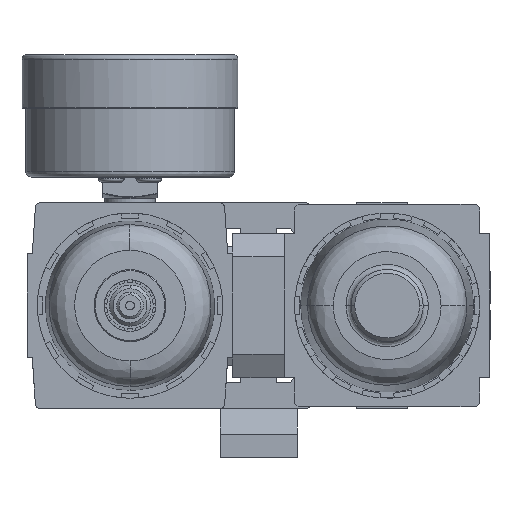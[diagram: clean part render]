
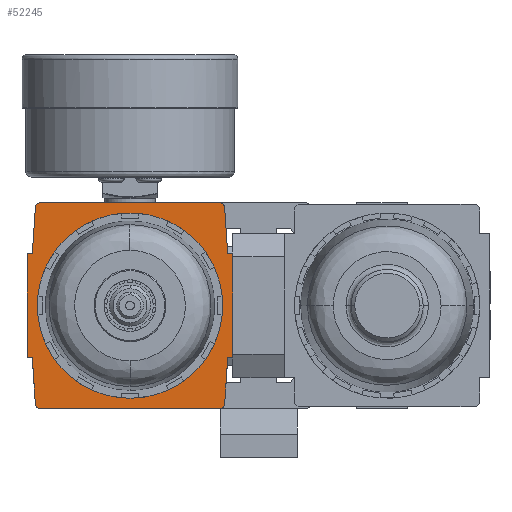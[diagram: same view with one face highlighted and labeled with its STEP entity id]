
A CAD part, front view. The second image highlights one B-rep face of the part: STEP entity #52245.
In plain terms, the highlighted free-form (B-spline) face has degree [1, 1] with [2, 2] control points.
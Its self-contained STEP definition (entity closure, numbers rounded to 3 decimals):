
#46014 = VERTEX_POINT('',#46015);
#46015 = CARTESIAN_POINT('',(0.,-20.772,
    16.082));
#46020 = EDGE_CURVE('',#46014,#46021,#46023,.T.);
#46021 = VERTEX_POINT('',#46022);
#46022 = CARTESIAN_POINT('',(0.,-20.772,
    -16.082));
#46023 = ( BOUNDED_CURVE() B_SPLINE_CURVE(2,(#46024,#46025,#46026,#46027
,#46028),.UNSPECIFIED.,.F.,.F.) B_SPLINE_CURVE_WITH_KNOTS((3,2,3),(
    3.142,4.712,6.283),
.PIECEWISE_BEZIER_KNOTS.) CURVE() GEOMETRIC_REPRESENTATION_ITEM() 
RATIONAL_B_SPLINE_CURVE((1.,0.707,1.,0.707,1.)) 
REPRESENTATION_ITEM('') );
#46024 = CARTESIAN_POINT('',(0.,-20.772,
    16.082));
#46025 = CARTESIAN_POINT('',(-16.082,-20.772,
    16.082));
#46026 = CARTESIAN_POINT('',(-16.082,-20.772,
    0.));
#46027 = CARTESIAN_POINT('',(-16.082,-20.772,
    -16.082));
#46028 = CARTESIAN_POINT('',(0.,-20.772,
    -16.082));
#48039 = EDGE_CURVE('',#46021,#46014,#48040,.T.);
#48040 = ( BOUNDED_CURVE() B_SPLINE_CURVE(2,(#48041,#48042,#48043,#48044
,#48045),.UNSPECIFIED.,.F.,.F.) B_SPLINE_CURVE_WITH_KNOTS((3,2,3),(0.,
1.571,3.142),.PIECEWISE_BEZIER_KNOTS.) CURVE() 
GEOMETRIC_REPRESENTATION_ITEM() RATIONAL_B_SPLINE_CURVE((1.,
0.707,1.,0.707,1.)) REPRESENTATION_ITEM('') );
#48041 = CARTESIAN_POINT('',(0.,-20.772,
    -16.082));
#48042 = CARTESIAN_POINT('',(16.082,-20.772,
    -16.082));
#48043 = CARTESIAN_POINT('',(16.082,-20.772,
    0.));
#48044 = CARTESIAN_POINT('',(16.082,-20.772,
    16.082));
#48045 = CARTESIAN_POINT('',(0.,-20.772,
    16.082));
#52245 = ADVANCED_FACE('',(#52246,#52364),#52368,.T.);
#52246 = FACE_BOUND('',#52247,.T.);
#52247 = EDGE_LOOP('',(#52248,#52257,#52264,#52272,#52279,#52287,#52294,
    #52301,#52308,#52315,#52322,#52330,#52337,#52345,#52352,#52359));
#52248 = ORIENTED_EDGE('',*,*,#52249,.F.);
#52249 = EDGE_CURVE('',#52250,#52252,#52254,.T.);
#52250 = VERTEX_POINT('',#52251);
#52251 = CARTESIAN_POINT('',(-16.975,-20.772,
    -9.024));
#52252 = VERTEX_POINT('',#52253);
#52253 = CARTESIAN_POINT('',(-17.869,-20.772,
    -9.024));
#52254 = B_SPLINE_CURVE_WITH_KNOTS('',1,(#52255,#52256),.UNSPECIFIED.,
  .F.,.F.,(2,2),(0.,1.),.PIECEWISE_BEZIER_KNOTS.);
#52255 = CARTESIAN_POINT('',(-16.975,-20.772,
    -9.024));
#52256 = CARTESIAN_POINT('',(-17.869,-20.772,
    -9.024));
#52257 = ORIENTED_EDGE('',*,*,#52258,.F.);
#52258 = EDGE_CURVE('',#52259,#52250,#52261,.T.);
#52259 = VERTEX_POINT('',#52260);
#52260 = CARTESIAN_POINT('',(-16.439,-20.772,
    -17.13));
#52261 = B_SPLINE_CURVE_WITH_KNOTS('',1,(#52262,#52263),.UNSPECIFIED.,
  .F.,.F.,(2,2),(0.,9.093),.PIECEWISE_BEZIER_KNOTS.);
#52262 = CARTESIAN_POINT('',(-16.439,-20.772,
    -17.13));
#52263 = CARTESIAN_POINT('',(-16.975,-20.772,
    -9.024));
#52264 = ORIENTED_EDGE('',*,*,#52265,.F.);
#52265 = EDGE_CURVE('',#52266,#52259,#52268,.T.);
#52266 = VERTEX_POINT('',#52267);
#52267 = CARTESIAN_POINT('',(-15.559,-20.772,
    -17.869));
#52268 = ( BOUNDED_CURVE() B_SPLINE_CURVE(2,(#52269,#52270,#52271),
.UNSPECIFIED.,.F.,.F.) B_SPLINE_CURVE_WITH_KNOTS((3,3),(0.,
1.396),.PIECEWISE_BEZIER_KNOTS.) CURVE() 
GEOMETRIC_REPRESENTATION_ITEM() RATIONAL_B_SPLINE_CURVE((1.,
0.766,1.)) REPRESENTATION_ITEM('') );
#52269 = CARTESIAN_POINT('',(-15.559,-20.772,
    -17.869));
#52270 = CARTESIAN_POINT('',(-16.309,-20.772,
    -17.869));
#52271 = CARTESIAN_POINT('',(-16.439,-20.772,
    -17.13));
#52272 = ORIENTED_EDGE('',*,*,#52273,.F.);
#52273 = EDGE_CURVE('',#52274,#52266,#52276,.T.);
#52274 = VERTEX_POINT('',#52275);
#52275 = CARTESIAN_POINT('',(15.559,-20.772,
    -17.869));
#52276 = B_SPLINE_CURVE_WITH_KNOTS('',1,(#52277,#52278),.UNSPECIFIED.,
  .F.,.F.,(2,2),(0.,34.831),.PIECEWISE_BEZIER_KNOTS.);
#52277 = CARTESIAN_POINT('',(15.559,-20.772,
    -17.869));
#52278 = CARTESIAN_POINT('',(-15.559,-20.772,
    -17.869));
#52279 = ORIENTED_EDGE('',*,*,#52280,.F.);
#52280 = EDGE_CURVE('',#52281,#52274,#52283,.T.);
#52281 = VERTEX_POINT('',#52282);
#52282 = CARTESIAN_POINT('',(16.439,-20.772,
    -17.13));
#52283 = ( BOUNDED_CURVE() B_SPLINE_CURVE(2,(#52284,#52285,#52286),
.UNSPECIFIED.,.F.,.F.) B_SPLINE_CURVE_WITH_KNOTS((3,3),(0.,
1.396),.PIECEWISE_BEZIER_KNOTS.) CURVE() 
GEOMETRIC_REPRESENTATION_ITEM() RATIONAL_B_SPLINE_CURVE((1.,
0.766,1.)) REPRESENTATION_ITEM('') );
#52284 = CARTESIAN_POINT('',(16.439,-20.772,
    -17.13));
#52285 = CARTESIAN_POINT('',(16.309,-20.772,
    -17.869));
#52286 = CARTESIAN_POINT('',(15.559,-20.772,
    -17.869));
#52287 = ORIENTED_EDGE('',*,*,#52288,.F.);
#52288 = EDGE_CURVE('',#52289,#52281,#52291,.T.);
#52289 = VERTEX_POINT('',#52290);
#52290 = CARTESIAN_POINT('',(16.975,-20.772,
    -9.024));
#52291 = B_SPLINE_CURVE_WITH_KNOTS('',1,(#52292,#52293),.UNSPECIFIED.,
  .F.,.F.,(2,2),(0.,9.093),.PIECEWISE_BEZIER_KNOTS.);
#52292 = CARTESIAN_POINT('',(16.975,-20.772,
    -9.024));
#52293 = CARTESIAN_POINT('',(16.439,-20.772,
    -17.13));
#52294 = ORIENTED_EDGE('',*,*,#52295,.F.);
#52295 = EDGE_CURVE('',#52296,#52289,#52298,.T.);
#52296 = VERTEX_POINT('',#52297);
#52297 = CARTESIAN_POINT('',(17.869,-20.772,
    -9.024));
#52298 = B_SPLINE_CURVE_WITH_KNOTS('',1,(#52299,#52300),.UNSPECIFIED.,
  .F.,.F.,(2,2),(0.,1.),.PIECEWISE_BEZIER_KNOTS.);
#52299 = CARTESIAN_POINT('',(17.869,-20.772,
    -9.024));
#52300 = CARTESIAN_POINT('',(16.975,-20.772,
    -9.024));
#52301 = ORIENTED_EDGE('',*,*,#52302,.F.);
#52302 = EDGE_CURVE('',#52303,#52296,#52305,.T.);
#52303 = VERTEX_POINT('',#52304);
#52304 = CARTESIAN_POINT('',(17.869,-20.772,
    9.024));
#52305 = B_SPLINE_CURVE_WITH_KNOTS('',1,(#52306,#52307),.UNSPECIFIED.,
  .F.,.F.,(2,2),(0.,20.2),.PIECEWISE_BEZIER_KNOTS.);
#52306 = CARTESIAN_POINT('',(17.869,-20.772,
    9.024));
#52307 = CARTESIAN_POINT('',(17.869,-20.772,
    -9.024));
#52308 = ORIENTED_EDGE('',*,*,#52309,.F.);
#52309 = EDGE_CURVE('',#52310,#52303,#52312,.T.);
#52310 = VERTEX_POINT('',#52311);
#52311 = CARTESIAN_POINT('',(16.975,-20.772,
    9.024));
#52312 = B_SPLINE_CURVE_WITH_KNOTS('',1,(#52313,#52314),.UNSPECIFIED.,
  .F.,.F.,(2,2),(0.,1.),.PIECEWISE_BEZIER_KNOTS.);
#52313 = CARTESIAN_POINT('',(16.975,-20.772,
    9.024));
#52314 = CARTESIAN_POINT('',(17.869,-20.772,
    9.024));
#52315 = ORIENTED_EDGE('',*,*,#52316,.F.);
#52316 = EDGE_CURVE('',#52317,#52310,#52319,.T.);
#52317 = VERTEX_POINT('',#52318);
#52318 = CARTESIAN_POINT('',(16.439,-20.772,
    17.13));
#52319 = B_SPLINE_CURVE_WITH_KNOTS('',1,(#52320,#52321),.UNSPECIFIED.,
  .F.,.F.,(2,2),(0.,9.093),.PIECEWISE_BEZIER_KNOTS.);
#52320 = CARTESIAN_POINT('',(16.439,-20.772,
    17.13));
#52321 = CARTESIAN_POINT('',(16.975,-20.772,
    9.024));
#52322 = ORIENTED_EDGE('',*,*,#52323,.F.);
#52323 = EDGE_CURVE('',#52324,#52317,#52326,.T.);
#52324 = VERTEX_POINT('',#52325);
#52325 = CARTESIAN_POINT('',(15.559,-20.772,
    17.869));
#52326 = ( BOUNDED_CURVE() B_SPLINE_CURVE(2,(#52327,#52328,#52329),
.UNSPECIFIED.,.F.,.F.) B_SPLINE_CURVE_WITH_KNOTS((3,3),(0.,
1.396),.PIECEWISE_BEZIER_KNOTS.) CURVE() 
GEOMETRIC_REPRESENTATION_ITEM() RATIONAL_B_SPLINE_CURVE((1.,
0.766,1.)) REPRESENTATION_ITEM('') );
#52327 = CARTESIAN_POINT('',(15.559,-20.772,
    17.869));
#52328 = CARTESIAN_POINT('',(16.309,-20.772,
    17.869));
#52329 = CARTESIAN_POINT('',(16.439,-20.772,
    17.13));
#52330 = ORIENTED_EDGE('',*,*,#52331,.F.);
#52331 = EDGE_CURVE('',#52332,#52324,#52334,.T.);
#52332 = VERTEX_POINT('',#52333);
#52333 = CARTESIAN_POINT('',(-15.559,-20.772,
    17.869));
#52334 = B_SPLINE_CURVE_WITH_KNOTS('',1,(#52335,#52336),.UNSPECIFIED.,
  .F.,.F.,(2,2),(0.,34.831),.PIECEWISE_BEZIER_KNOTS.);
#52335 = CARTESIAN_POINT('',(-15.559,-20.772,
    17.869));
#52336 = CARTESIAN_POINT('',(15.559,-20.772,
    17.869));
#52337 = ORIENTED_EDGE('',*,*,#52338,.F.);
#52338 = EDGE_CURVE('',#52339,#52332,#52341,.T.);
#52339 = VERTEX_POINT('',#52340);
#52340 = CARTESIAN_POINT('',(-16.439,-20.772,
    17.13));
#52341 = ( BOUNDED_CURVE() B_SPLINE_CURVE(2,(#52342,#52343,#52344),
.UNSPECIFIED.,.F.,.F.) B_SPLINE_CURVE_WITH_KNOTS((3,3),(0.,
1.396),.PIECEWISE_BEZIER_KNOTS.) CURVE() 
GEOMETRIC_REPRESENTATION_ITEM() RATIONAL_B_SPLINE_CURVE((1.,
0.766,1.)) REPRESENTATION_ITEM('') );
#52342 = CARTESIAN_POINT('',(-16.439,-20.772,
    17.13));
#52343 = CARTESIAN_POINT('',(-16.309,-20.772,
    17.869));
#52344 = CARTESIAN_POINT('',(-15.559,-20.772,
    17.869));
#52345 = ORIENTED_EDGE('',*,*,#52346,.F.);
#52346 = EDGE_CURVE('',#52347,#52339,#52349,.T.);
#52347 = VERTEX_POINT('',#52348);
#52348 = CARTESIAN_POINT('',(-16.975,-20.772,
    9.024));
#52349 = B_SPLINE_CURVE_WITH_KNOTS('',1,(#52350,#52351),.UNSPECIFIED.,
  .F.,.F.,(2,2),(0.,9.093),.PIECEWISE_BEZIER_KNOTS.);
#52350 = CARTESIAN_POINT('',(-16.975,-20.772,
    9.024));
#52351 = CARTESIAN_POINT('',(-16.439,-20.772,
    17.13));
#52352 = ORIENTED_EDGE('',*,*,#52353,.F.);
#52353 = EDGE_CURVE('',#52354,#52347,#52356,.T.);
#52354 = VERTEX_POINT('',#52355);
#52355 = CARTESIAN_POINT('',(-17.869,-20.772,
    9.024));
#52356 = B_SPLINE_CURVE_WITH_KNOTS('',1,(#52357,#52358),.UNSPECIFIED.,
  .F.,.F.,(2,2),(0.,1.),.PIECEWISE_BEZIER_KNOTS.);
#52357 = CARTESIAN_POINT('',(-17.869,-20.772,
    9.024));
#52358 = CARTESIAN_POINT('',(-16.975,-20.772,
    9.024));
#52359 = ORIENTED_EDGE('',*,*,#52360,.F.);
#52360 = EDGE_CURVE('',#52252,#52354,#52361,.T.);
#52361 = B_SPLINE_CURVE_WITH_KNOTS('',1,(#52362,#52363),.UNSPECIFIED.,
  .F.,.F.,(2,2),(0.,20.2),.PIECEWISE_BEZIER_KNOTS.);
#52362 = CARTESIAN_POINT('',(-17.869,-20.772,
    -9.024));
#52363 = CARTESIAN_POINT('',(-17.869,-20.772,
    9.024));
#52364 = FACE_BOUND('',#52365,.T.);
#52365 = EDGE_LOOP('',(#52366,#52367));
#52366 = ORIENTED_EDGE('',*,*,#48039,.F.);
#52367 = ORIENTED_EDGE('',*,*,#46020,.F.);
#52368 = B_SPLINE_SURFACE_WITH_KNOTS('',1,1,(
    (#52369,#52370)
    ,(#52371,#52372
    )),.UNSPECIFIED.,.F.,.F.,.F.,(2,2),(2,2),(0.,40.),(
    0.,40.),.PIECEWISE_BEZIER_KNOTS.);
#52369 = CARTESIAN_POINT('',(-17.869,-20.772,
    -17.869));
#52370 = CARTESIAN_POINT('',(-17.869,-20.772,
    17.869));
#52371 = CARTESIAN_POINT('',(17.869,-20.772,
    -17.869));
#52372 = CARTESIAN_POINT('',(17.869,-20.772,
    17.869));
